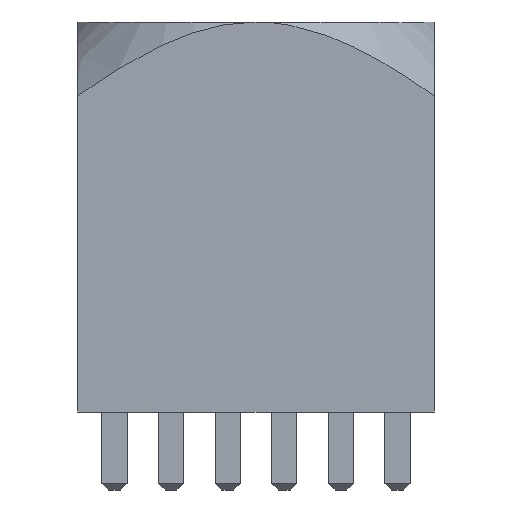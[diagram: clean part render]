
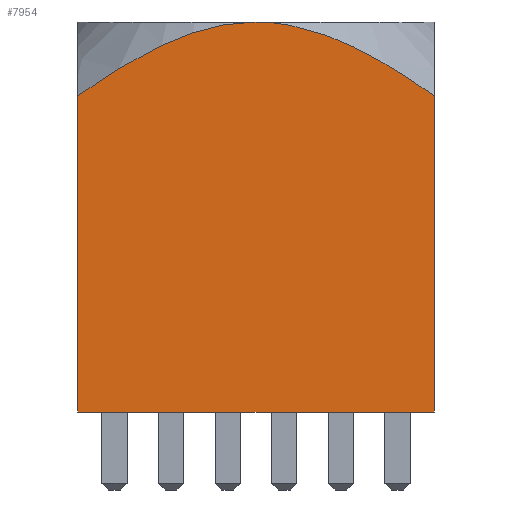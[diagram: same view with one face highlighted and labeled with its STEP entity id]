
A CAD part, front view. The second image highlights one B-rep face of the part: STEP entity #7954.
In plain terms, the highlighted planar face has unit normal (0, -1, 0).
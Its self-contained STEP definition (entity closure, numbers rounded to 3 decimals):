
#24=B_SPLINE_CURVE_WITH_KNOTS('',3,(#11220,#11221,#11222,#11223,#11224,
#11225,#11226,#11227,#11228,#11229,#11230,#11231,#11232,#11233,#11234,#11235,
#11236),.UNSPECIFIED.,.F.,.F.,(4,1,1,1,1,1,1,1,1,1,1,1,1,1,4),(0.,0.125,
0.188,0.25,0.313,0.375,0.438,0.5,0.563,0.625,0.688,0.75,0.813,0.875,
1.),.UNSPECIFIED.);
#29=B_SPLINE_CURVE_WITH_KNOTS('',3,(#11321,#11322,#11323,#11324,#11325,
#11326,#11327,#11328,#11329,#11330,#11331,#11332,#11333,#11334,#11335,#11336,
#11337),.UNSPECIFIED.,.F.,.F.,(4,1,1,1,1,1,1,1,1,1,1,1,1,1,4),(0.,0.125,
0.188,0.25,0.313,0.375,0.438,0.5,0.563,0.625,0.688,0.75,0.813,0.875,
1.),.UNSPECIFIED.);
#1314=ORIENTED_EDGE('',*,*,#2250,.F.);
#1315=ORIENTED_EDGE('',*,*,#2252,.F.);
#1316=ORIENTED_EDGE('',*,*,#2242,.F.);
#1317=ORIENTED_EDGE('',*,*,#2253,.T.);
#1318=ORIENTED_EDGE('',*,*,#2254,.T.);
#2242=EDGE_CURVE('',#2707,#2706,#24,.F.);
#2250=EDGE_CURVE('',#2714,#2715,#3436,.T.);
#2252=EDGE_CURVE('',#2706,#2714,#29,.F.);
#2253=EDGE_CURVE('',#2707,#2716,#3438,.T.);
#2254=EDGE_CURVE('',#2716,#2715,#3439,.T.);
#2706=VERTEX_POINT('',#11201);
#2707=VERTEX_POINT('',#11219);
#2714=VERTEX_POINT('',#11316);
#2715=VERTEX_POINT('',#11318);
#2716=VERTEX_POINT('',#11339);
#3436=LINE('',#11317,#4164);
#3438=LINE('',#11338,#4166);
#3439=LINE('',#11340,#4167);
#4164=VECTOR('',#9674,1000.);
#4166=VECTOR('',#9678,1000.);
#4167=VECTOR('',#9679,1000.);
#4499=EDGE_LOOP('',(#1314,#1315,#1316,#1317,#1318));
#4877=FACE_BOUND('',#4499,.T.);
#5255=PLANE('',#8298);
#7954=ADVANCED_FACE('',(#4877),#5255,.F.);
#8298=AXIS2_PLACEMENT_3D('',#11320,#9676,#9677);
#9674=DIRECTION('',(0.,0.,-1.));
#9676=DIRECTION('',(0.,1.,0.));
#9677=DIRECTION('',(-1.,0.,0.));
#9678=DIRECTION('',(0.,0.,-1.));
#9679=DIRECTION('',(1.,0.,0.));
#11201=CARTESIAN_POINT('',(0.,-8.,17.5));
#11219=CARTESIAN_POINT('',(-8.,-8.,14.186));
#11220=CARTESIAN_POINT('',(0.,-8.,17.5));
#11221=CARTESIAN_POINT('',(-0.356,-8.,17.5));
#11222=CARTESIAN_POINT('',(-0.897,-8.,17.463));
#11223=CARTESIAN_POINT('',(-1.618,-8.,17.344));
#11224=CARTESIAN_POINT('',(-2.19,-8.,17.211));
#11225=CARTESIAN_POINT('',(-2.666,-8.,17.072));
#11226=CARTESIAN_POINT('',(-3.185,-8.,16.894));
#11227=CARTESIAN_POINT('',(-3.697,-8.,16.692));
#11228=CARTESIAN_POINT('',(-4.262,-8.,16.439));
#11229=CARTESIAN_POINT('',(-4.691,-8.,16.228));
#11230=CARTESIAN_POINT('',(-5.176,-8.,15.974));
#11231=CARTESIAN_POINT('',(-5.655,-8.,15.706));
#11232=CARTESIAN_POINT('',(-6.184,-8.,15.391));
#11233=CARTESIAN_POINT('',(-6.596,-8.,15.133));
#11234=CARTESIAN_POINT('',(-7.208,-8.,14.736));
#11235=CARTESIAN_POINT('',(-7.677,-8.,14.415));
#11236=CARTESIAN_POINT('',(-8.,-8.,14.186));
#11316=CARTESIAN_POINT('',(8.,-8.,14.186));
#11317=CARTESIAN_POINT('',(8.,-8.,17.5));
#11318=CARTESIAN_POINT('',(8.,-8.,0.));
#11320=CARTESIAN_POINT('',(-8.,-8.,17.5));
#11321=CARTESIAN_POINT('',(8.,-8.,14.186));
#11322=CARTESIAN_POINT('',(7.679,-8.,14.413));
#11323=CARTESIAN_POINT('',(7.213,-8.,14.733));
#11324=CARTESIAN_POINT('',(6.605,-8.,15.128));
#11325=CARTESIAN_POINT('',(6.196,-8.,15.384));
#11326=CARTESIAN_POINT('',(5.667,-8.,15.699));
#11327=CARTESIAN_POINT('',(5.19,-8.,15.967));
#11328=CARTESIAN_POINT('',(4.706,-8.,16.221));
#11329=CARTESIAN_POINT('',(4.277,-8.,16.432));
#11330=CARTESIAN_POINT('',(3.711,-8.,16.686));
#11331=CARTESIAN_POINT('',(3.198,-8.,16.889));
#11332=CARTESIAN_POINT('',(2.678,-8.,17.068));
#11333=CARTESIAN_POINT('',(2.201,-8.,17.208));
#11334=CARTESIAN_POINT('',(1.626,-8.,17.343));
#11335=CARTESIAN_POINT('',(0.902,-8.,17.463));
#11336=CARTESIAN_POINT('',(0.358,-8.,17.5));
#11337=CARTESIAN_POINT('',(0.,-8.,17.5));
#11338=CARTESIAN_POINT('',(-8.,-8.,17.5));
#11339=CARTESIAN_POINT('',(-8.,-8.,0.));
#11340=CARTESIAN_POINT('',(-8.,-8.,0.));
